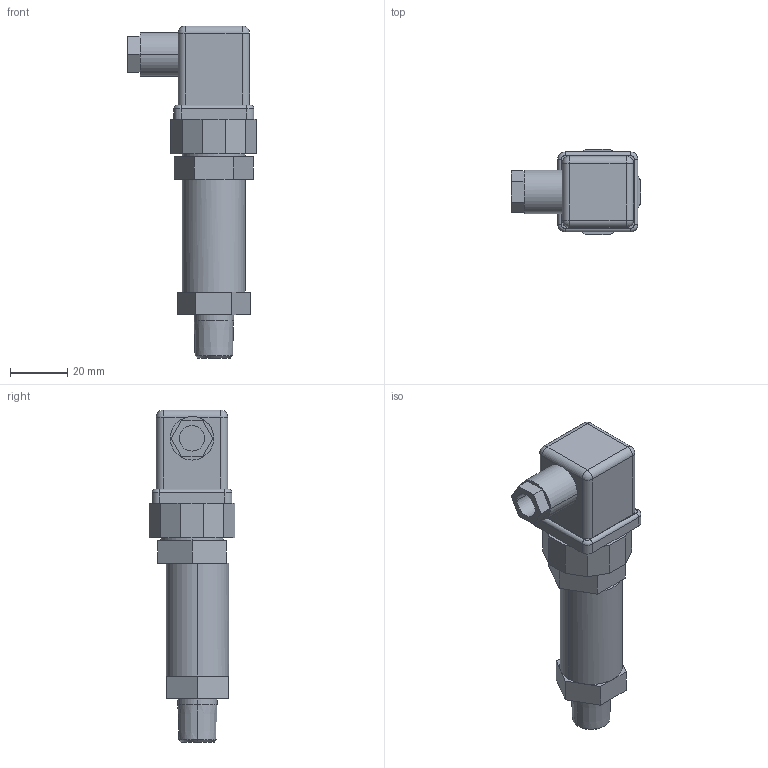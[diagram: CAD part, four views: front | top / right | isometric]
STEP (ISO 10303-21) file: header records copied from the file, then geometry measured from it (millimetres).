
FILE_DESCRIPTION((''),'2;1');
FILE_NAME('PMP621--627.stp','2011-02-04T15:46:21',(''),(''),'Mechanical Desktop 2008','Mechanical Desktop 2008',', , ');
FILE_SCHEMA(('CONFIG_CONTROL_DESIGN'));
Length unit declared in the file: inch
Products named in the file (2): FI1246-B; ~PART1
Assembly tree (1 placements, depth 2):
  FI1246-B
    ~PART1
Bounding box: 45.28 x 30 x 116.21 mm (x, y, z)
Volume: 55828.1 mm3; surface area: 12452.9 mm2
Topology: 1 solids, 1 shells, 100 faces, 242 edges, 146 vertices
Faces by surface type: plane 58, cylinder 28, cone 6, torus 4, sphere 4
Entity records: 2994 total; most frequent: CARTESIAN_POINT 533, DIRECTION 507, ORIENTED_EDGE 472, EDGE_CURVE 236, AXIS2_PLACEMENT_3D 170, VECTOR 167, LINE 167, VERTEX_POINT 146
